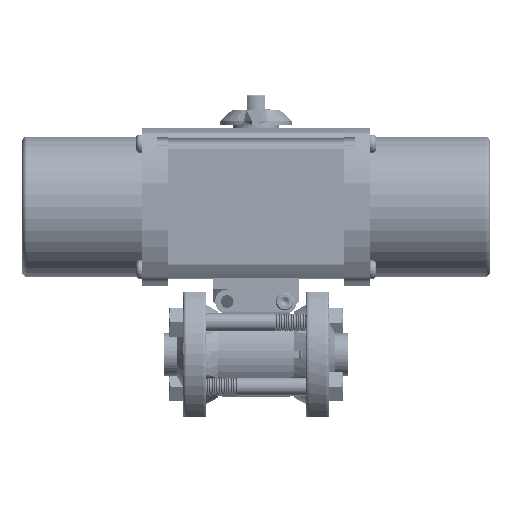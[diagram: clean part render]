
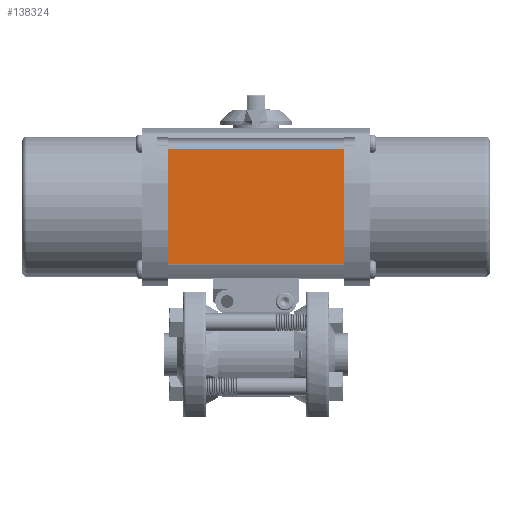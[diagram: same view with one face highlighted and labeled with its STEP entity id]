
A CAD part, top view. The second image highlights one B-rep face of the part: STEP entity #138324.
In plain terms, the highlighted planar face has unit normal (0, 0, 1).
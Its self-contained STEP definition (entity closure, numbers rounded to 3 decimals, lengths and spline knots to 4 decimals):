
#8313 = EDGE_LOOP ( 'NONE', ( #89898, #46272, #155810, #108996 ) ) ;
#22145 = CARTESIAN_POINT ( 'NONE',  ( -1.5275, 3.5621, 1.17 ) ) ;
#23615 = FACE_OUTER_BOUND ( 'NONE', #8313, .T. ) ;
#24236 = CARTESIAN_POINT ( 'NONE',  ( -1.5275, 3.5694, 1.17 ) ) ;
#36809 = DIRECTION ( 'NONE',  ( 0., -1., 0. ) ) ;
#39356 = DIRECTION ( 'NONE',  ( 0., 1., 0. ) ) ;
#44673 = CARTESIAN_POINT ( 'NONE',  ( 1.5275, 1.5679, 1.17 ) ) ;
#46272 = ORIENTED_EDGE ( 'NONE', *, *, #172422, .T. ) ;
#51354 = CARTESIAN_POINT ( 'NONE',  ( -1.5275, 1.5679, 1.17 ) ) ;
#56992 = DIRECTION ( 'NONE',  ( 0., -1., 0. ) ) ;
#63508 = VECTOR ( 'NONE', #153669, 39.3701 ) ;
#64499 = PLANE ( 'NONE',  #121071 ) ;
#70905 = CARTESIAN_POINT ( 'NONE',  ( 1.5275, 3.5694, 1.17 ) ) ;
#72615 = EDGE_CURVE ( 'NONE', #86452, #98979, #111284, .T. ) ;
#72969 = VECTOR ( 'NONE', #56992, 39.3701 ) ;
#73384 = LINE ( 'NONE', #82548, #145479 ) ;
#82548 = CARTESIAN_POINT ( 'NONE',  ( -5.0403, 1.5679, 1.17 ) ) ;
#86452 = VERTEX_POINT ( 'NONE', #166663 ) ;
#89267 = VERTEX_POINT ( 'NONE', #51354 ) ;
#89898 = ORIENTED_EDGE ( 'NONE', *, *, #72615, .F. ) ;
#98979 = VERTEX_POINT ( 'NONE', #44673 ) ;
#99728 = EDGE_CURVE ( 'NONE', #89267, #98979, #73384, .T. ) ;
#108572 = CARTESIAN_POINT ( 'NONE',  ( -5.0403, 3.5694, 1.17 ) ) ;
#108996 = ORIENTED_EDGE ( 'NONE', *, *, #99728, .T. ) ;
#111284 = LINE ( 'NONE', #70905, #72969 ) ;
#111725 = EDGE_CURVE ( 'NONE', #89267, #129711, #122771, .T. ) ;
#121071 = AXIS2_PLACEMENT_3D ( 'NONE', #108572, #122984, #36809 ) ;
#122771 = LINE ( 'NONE', #24236, #156636 ) ;
#122984 = DIRECTION ( 'NONE',  ( 0., 0., -1. ) ) ;
#124380 = LINE ( 'NONE', #139189, #63508 ) ;
#129711 = VERTEX_POINT ( 'NONE', #22145 ) ;
#138324 = ADVANCED_FACE ( 'NONE', ( #23615 ), #64499, .F. ) ;
#139189 = CARTESIAN_POINT ( 'NONE',  ( -5.0403, 3.5621, 1.17 ) ) ;
#145479 = VECTOR ( 'NONE', #168705, 39.3701 ) ;
#153669 = DIRECTION ( 'NONE',  ( -1., 0., 0. ) ) ;
#155810 = ORIENTED_EDGE ( 'NONE', *, *, #111725, .F. ) ;
#156636 = VECTOR ( 'NONE', #39356, 39.3701 ) ;
#166663 = CARTESIAN_POINT ( 'NONE',  ( 1.5275, 3.5621, 1.17 ) ) ;
#168705 = DIRECTION ( 'NONE',  ( 1., 0., 0. ) ) ;
#172422 = EDGE_CURVE ( 'NONE', #86452, #129711, #124380, .T. ) ;
